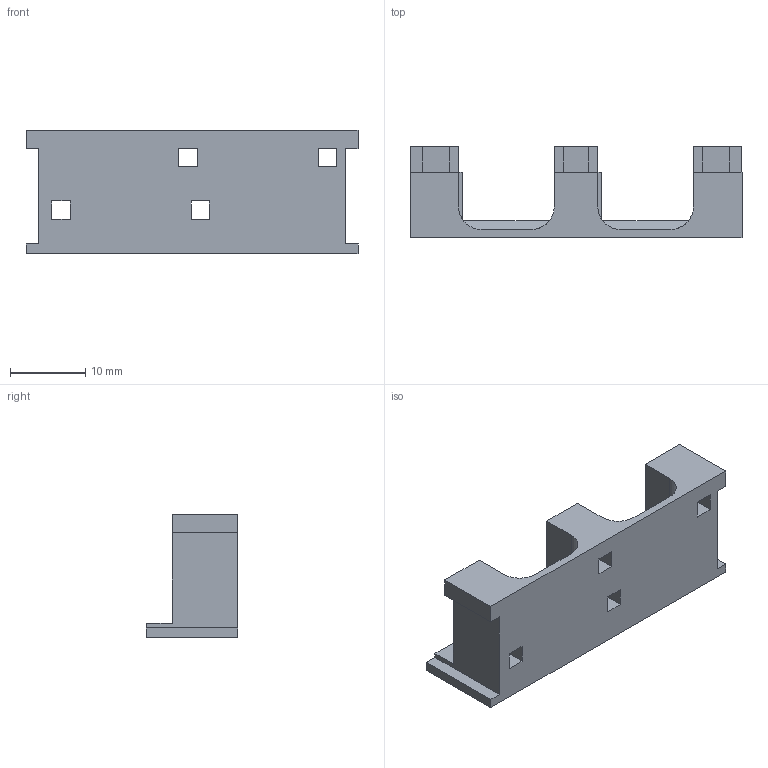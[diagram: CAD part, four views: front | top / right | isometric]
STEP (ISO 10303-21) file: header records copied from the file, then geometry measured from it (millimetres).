
FILE_DESCRIPTION(/* description */ (''),/* implementation_level */ '2;1');
FILE_NAME(/* name */ '100123073ugm000_b.stp',/* time_stamp */ '2016-09-26T14:59:48+02:00',/* author */ (''),/* organization */ (''),/* preprocessor_version */ 'ST-DEVELOPER v16',/* originating_system */ 'SIEMENS PLM Software NX 10.0',/* authorisation */ '');
FILE_SCHEMA (('AUTOMOTIVE_DESIGN { 1 0 10303 214 3 1 1 1 }'));
Length unit declared in the file: millimetre
Products named in the file (1): 100123073ugm000_b
Bounding box: 44.12 x 12.1 x 16.45 mm (x, y, z)
Volume: 2999 mm3; surface area: 3091.9 mm2
Topology: 1 solids, 1 shells, 80 faces, 234 edges, 156 vertices
Faces by surface type: plane 72, cylinder 8
Entity records: 2672 total; most frequent: CARTESIAN_POINT 471, ORIENTED_EDGE 468, DIRECTION 422, EDGE_CURVE 234, LINE 208, VECTOR 208, VERTEX_POINT 156, AXIS2_PLACEMENT_3D 107
